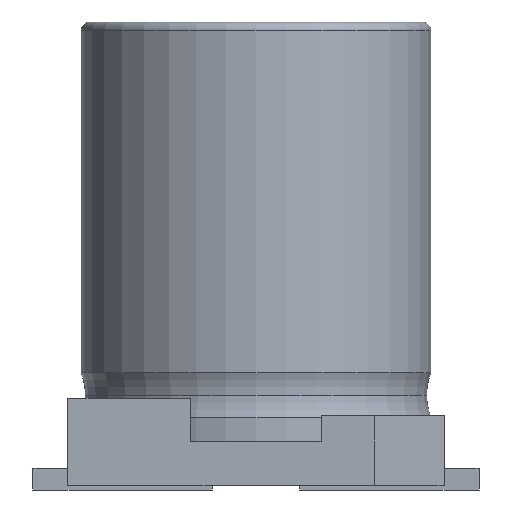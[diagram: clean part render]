
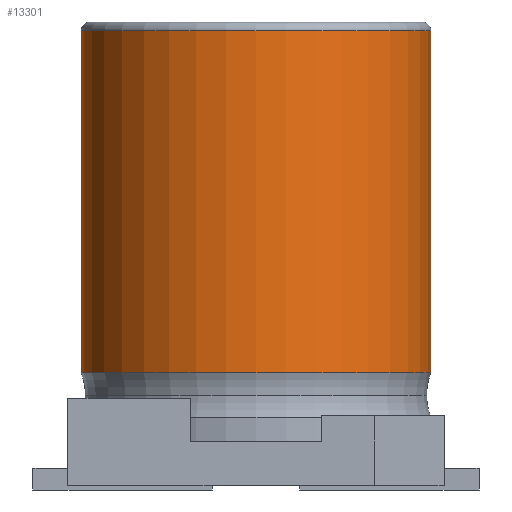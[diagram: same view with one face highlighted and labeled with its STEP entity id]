
A CAD part, front view. The second image highlights one B-rep face of the part: STEP entity #13301.
In plain terms, the highlighted cylindrical face has radius 2 mm (diameter 4 mm), a partial arc.
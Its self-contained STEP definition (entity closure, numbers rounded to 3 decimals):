
#79 = ORIENTED_EDGE ( 'NONE', *, *, #13475, .F. ) ;
#212 = AXIS2_PLACEMENT_3D ( 'NONE', #5423, #7557, #6592 ) ;
#440 = ORIENTED_EDGE ( 'NONE', *, *, #6471, .T. ) ;
#633 = EDGE_LOOP ( 'NONE', ( #79, #440, #10900, #7276 ) ) ;
#815 = CARTESIAN_POINT ( 'NONE',  ( 2., 0., 5.2 ) ) ;
#1157 = CARTESIAN_POINT ( 'NONE',  ( 2., 0., 16.257 ) ) ;
#1289 = CARTESIAN_POINT ( 'NONE',  ( 0., 0., 1.289 ) ) ;
#3354 = CYLINDRICAL_SURFACE ( 'NONE', #212, 2. ) ;
#3548 = CIRCLE ( 'NONE', #12990, 2. ) ;
#3983 = VERTEX_POINT ( 'NONE', #815 ) ;
#4266 = CARTESIAN_POINT ( 'NONE',  ( -2., 0., 5.2 ) ) ;
#4761 = DIRECTION ( 'NONE',  ( 0., 0., -1. ) ) ;
#5257 = VERTEX_POINT ( 'NONE', #4266 ) ;
#5423 = CARTESIAN_POINT ( 'NONE',  ( 0., 0., 16.257 ) ) ;
#5739 = CARTESIAN_POINT ( 'NONE',  ( -2., 0., 16.257 ) ) ;
#5850 = CARTESIAN_POINT ( 'NONE',  ( -2., 0., 1.289 ) ) ;
#6210 = VECTOR ( 'NONE', #13085, 1000. ) ;
#6471 = EDGE_CURVE ( 'NONE', #3983, #5257, #8200, .T. ) ;
#6578 = DIRECTION ( 'NONE',  ( 0., 0., 1. ) ) ;
#6592 = DIRECTION ( 'NONE',  ( -1., 0., 0. ) ) ;
#6668 = FACE_OUTER_BOUND ( 'NONE', #633, .T. ) ;
#6769 = LINE ( 'NONE', #1157, #12599 ) ;
#7276 = ORIENTED_EDGE ( 'NONE', *, *, #12907, .T. ) ;
#7557 = DIRECTION ( 'NONE',  ( 0., 0., -1. ) ) ;
#7864 = LINE ( 'NONE', #5739, #6210 ) ;
#7910 = EDGE_CURVE ( 'NONE', #5257, #11710, #7864, .T. ) ;
#8200 = CIRCLE ( 'NONE', #13006, 2. ) ;
#9260 = DIRECTION ( 'NONE',  ( 0., 0., -1. ) ) ;
#9739 = DIRECTION ( 'NONE',  ( 1., 0., 0. ) ) ;
#10900 = ORIENTED_EDGE ( 'NONE', *, *, #7910, .T. ) ;
#11023 = VERTEX_POINT ( 'NONE', #11715 ) ;
#11343 = CARTESIAN_POINT ( 'NONE',  ( 0., 0., 5.2 ) ) ;
#11710 = VERTEX_POINT ( 'NONE', #5850 ) ;
#11715 = CARTESIAN_POINT ( 'NONE',  ( 2., 0., 1.289 ) ) ;
#12599 = VECTOR ( 'NONE', #4761, 1000. ) ;
#12907 = EDGE_CURVE ( 'NONE', #11710, #11023, #3548, .T. ) ;
#12990 = AXIS2_PLACEMENT_3D ( 'NONE', #1289, #6578, #9739 ) ;
#13006 = AXIS2_PLACEMENT_3D ( 'NONE', #11343, #9260, #13457 ) ;
#13085 = DIRECTION ( 'NONE',  ( 0., 0., -1. ) ) ;
#13301 = ADVANCED_FACE ( 'NONE', ( #6668 ), #3354, .T. ) ;
#13457 = DIRECTION ( 'NONE',  ( 1., 0., 0. ) ) ;
#13475 = EDGE_CURVE ( 'NONE', #3983, #11023, #6769, .T. ) ;
